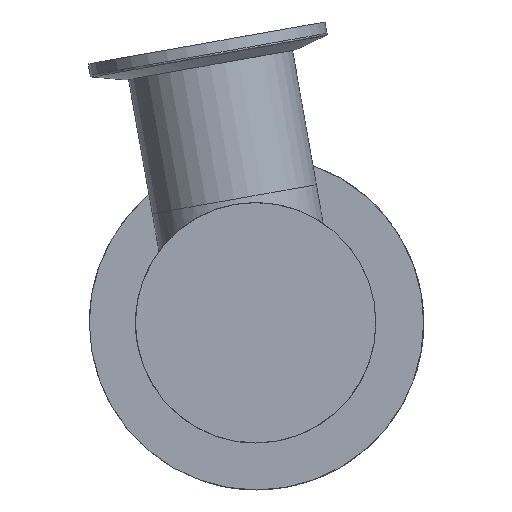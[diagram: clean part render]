
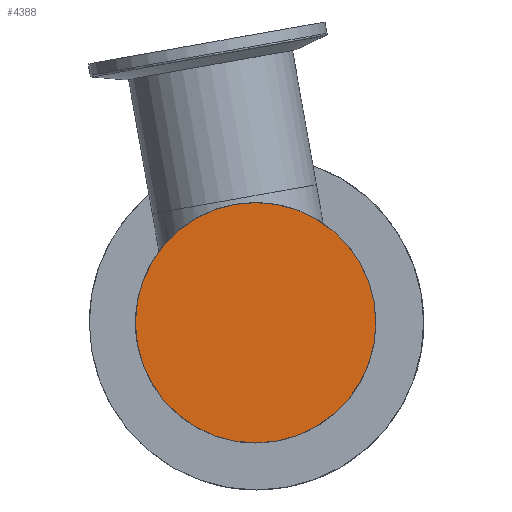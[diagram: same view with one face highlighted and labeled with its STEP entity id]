
A CAD part, left-side view. The second image highlights one B-rep face of the part: STEP entity #4388.
In plain terms, the highlighted planar face has unit normal (-1, 0.002, 0).
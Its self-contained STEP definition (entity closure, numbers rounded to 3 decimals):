
#405 = PLANE ( 'NONE',  #411 ) ;
#411 = AXIS2_PLACEMENT_3D ( 'NONE', #2520, #6178, #4081 ) ;
#735 = DIRECTION ( 'NONE',  ( -1., 0.002, 0. ) ) ;
#1004 = CIRCLE ( 'NONE', #3174, 27.5 ) ;
#1012 = FACE_OUTER_BOUND ( 'NONE', #2116, .T. ) ;
#1937 = DIRECTION ( 'NONE',  ( -0.002, -1., 0. ) ) ;
#2116 = EDGE_LOOP ( 'NONE', ( #2980 ) ) ;
#2218 = CARTESIAN_POINT ( 'NONE',  ( -70.361, -18.077, 43.044 ) ) ;
#2520 = CARTESIAN_POINT ( 'NONE',  ( -70.309, 8.617, 67.08 ) ) ;
#2980 = ORIENTED_EDGE ( 'NONE', *, *, #5838, .T. ) ;
#3174 = AXIS2_PLACEMENT_3D ( 'NONE', #5567, #735, #1937 ) ;
#4081 = DIRECTION ( 'NONE',  ( -0.002, -1., 0. ) ) ;
#4388 = ADVANCED_FACE ( 'NONE', ( #1012 ), #405, .T. ) ;
#5567 = CARTESIAN_POINT ( 'NONE',  ( -70.307, 9.423, 43.044 ) ) ;
#5838 = EDGE_CURVE ( 'NONE', #6270, #6270, #1004, .T. ) ;
#6178 = DIRECTION ( 'NONE',  ( -1., 0.002, 0. ) ) ;
#6270 = VERTEX_POINT ( 'NONE', #2218 ) ;
